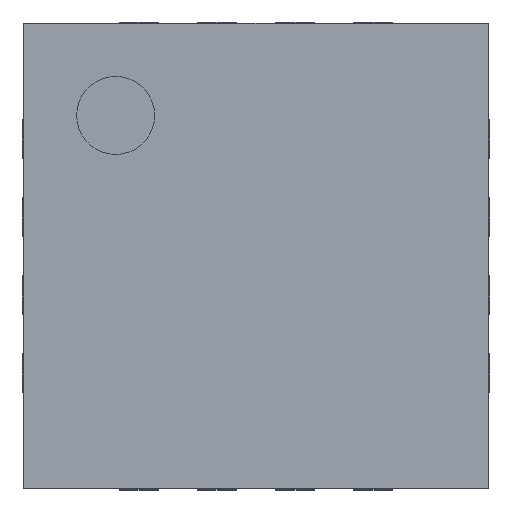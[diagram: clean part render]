
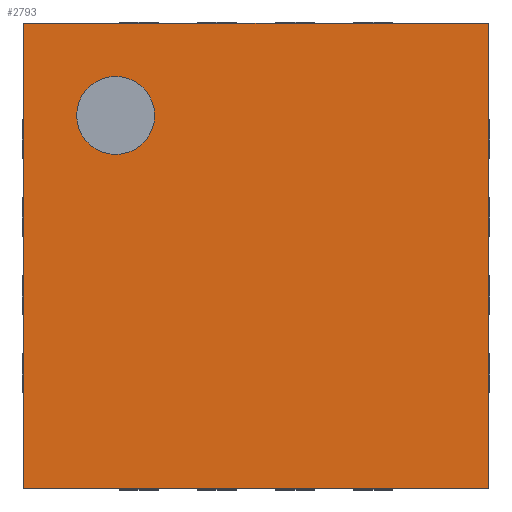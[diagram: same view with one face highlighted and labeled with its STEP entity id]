
A CAD part, top view. The second image highlights one B-rep face of the part: STEP entity #2793.
In plain terms, the highlighted planar face has unit normal (0, 0, 1).
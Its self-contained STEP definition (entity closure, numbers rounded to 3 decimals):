
#945 = VERTEX_POINT('',#946);
#946 = CARTESIAN_POINT('',(-1.49,-1.49,0.77));
#952 = EDGE_CURVE('',#953,#945,#955,.T.);
#953 = VERTEX_POINT('',#954);
#954 = CARTESIAN_POINT('',(-1.49,1.49,0.77));
#955 = LINE('',#956,#957);
#956 = CARTESIAN_POINT('',(-1.49,1.49,0.77));
#957 = VECTOR('',#958,1.);
#958 = DIRECTION('',(0.,-1.,0.));
#986 = EDGE_CURVE('',#953,#987,#989,.T.);
#987 = VERTEX_POINT('',#988);
#988 = CARTESIAN_POINT('',(1.49,1.49,0.77));
#989 = LINE('',#990,#991);
#990 = CARTESIAN_POINT('',(-1.49,1.49,0.77));
#991 = VECTOR('',#992,1.);
#992 = DIRECTION('',(1.,0.,0.));
#1790 = EDGE_CURVE('',#987,#1791,#1793,.T.);
#1791 = VERTEX_POINT('',#1792);
#1792 = CARTESIAN_POINT('',(1.49,-1.49,0.77));
#1793 = LINE('',#1794,#1795);
#1794 = CARTESIAN_POINT('',(1.49,1.49,0.77));
#1795 = VECTOR('',#1796,1.);
#1796 = DIRECTION('',(0.,-1.,0.));
#1904 = EDGE_CURVE('',#945,#1791,#1905,.T.);
#1905 = LINE('',#1906,#1907);
#1906 = CARTESIAN_POINT('',(-1.49,-1.49,0.77));
#1907 = VECTOR('',#1908,1.);
#1908 = DIRECTION('',(1.,0.,0.));
#2793 = ADVANCED_FACE('',(#2794,#2800),#2811,.T.);
#2794 = FACE_BOUND('',#2795,.T.);
#2795 = EDGE_LOOP('',(#2796,#2797,#2798,#2799));
#2796 = ORIENTED_EDGE('',*,*,#986,.F.);
#2797 = ORIENTED_EDGE('',*,*,#952,.T.);
#2798 = ORIENTED_EDGE('',*,*,#1904,.T.);
#2799 = ORIENTED_EDGE('',*,*,#1790,.F.);
#2800 = FACE_BOUND('',#2801,.T.);
#2801 = EDGE_LOOP('',(#2802));
#2802 = ORIENTED_EDGE('',*,*,#2803,.T.);
#2803 = EDGE_CURVE('',#2804,#2804,#2806,.T.);
#2804 = VERTEX_POINT('',#2805);
#2805 = CARTESIAN_POINT('',(-0.9,1.15,0.77));
#2806 = CIRCLE('',#2807,0.25);
#2807 = AXIS2_PLACEMENT_3D('',#2808,#2809,#2810);
#2808 = CARTESIAN_POINT('',(-0.9,0.9,0.77));
#2809 = DIRECTION('',(0.,0.,-1.));
#2810 = DIRECTION('',(0.,-1.,-0.));
#2811 = PLANE('',#2812);
#2812 = AXIS2_PLACEMENT_3D('',#2813,#2814,#2815);
#2813 = CARTESIAN_POINT('',(-1.49,1.49,0.77));
#2814 = DIRECTION('',(0.,0.,1.));
#2815 = DIRECTION('',(0.,-1.,0.));
